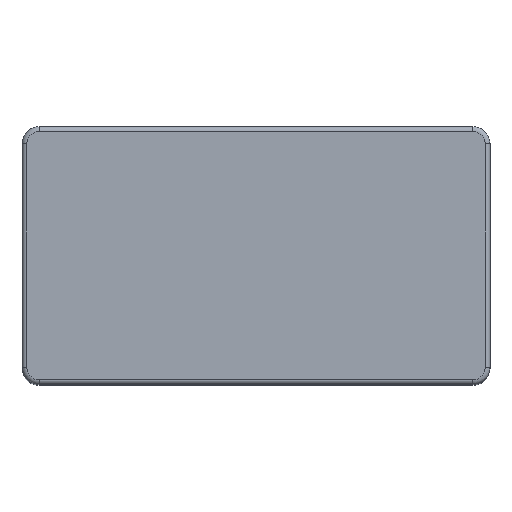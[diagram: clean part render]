
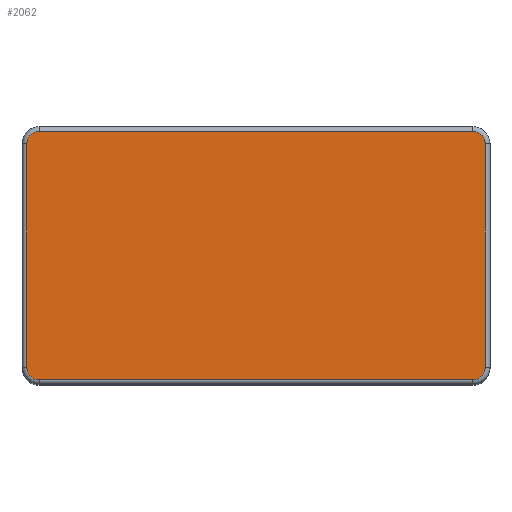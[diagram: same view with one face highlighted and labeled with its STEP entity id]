
A CAD part, top view. The second image highlights one B-rep face of the part: STEP entity #2062.
In plain terms, the highlighted planar face has unit normal (0, 0, 1).
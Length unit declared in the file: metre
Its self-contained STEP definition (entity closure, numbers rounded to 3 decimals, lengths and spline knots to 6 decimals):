
#221=LINE('',#3409,#417);
#222=LINE('',#3414,#418);
#223=LINE('',#3418,#419);
#224=LINE('',#3422,#420);
#417=VECTOR('',#2791,1.);
#418=VECTOR('',#2794,1.);
#419=VECTOR('',#2797,1.);
#420=VECTOR('',#2800,1.);
#859=ORIENTED_EDGE('',*,*,#1246,.T.);
#860=ORIENTED_EDGE('',*,*,#1247,.T.);
#861=ORIENTED_EDGE('',*,*,#1248,.T.);
#862=ORIENTED_EDGE('',*,*,#1249,.T.);
#863=ORIENTED_EDGE('',*,*,#1250,.T.);
#864=ORIENTED_EDGE('',*,*,#1251,.T.);
#865=ORIENTED_EDGE('',*,*,#1252,.T.);
#866=ORIENTED_EDGE('',*,*,#1253,.T.);
#1246=EDGE_CURVE('',#1473,#1474,#221,.F.);
#1247=EDGE_CURVE('',#1474,#1475,#1580,.T.);
#1248=EDGE_CURVE('',#1475,#1476,#222,.T.);
#1249=EDGE_CURVE('',#1476,#1477,#1581,.T.);
#1250=EDGE_CURVE('',#1477,#1478,#223,.T.);
#1251=EDGE_CURVE('',#1478,#1479,#1582,.T.);
#1252=EDGE_CURVE('',#1479,#1480,#224,.F.);
#1253=EDGE_CURVE('',#1480,#1473,#1583,.T.);
#1473=VERTEX_POINT('',#3410);
#1474=VERTEX_POINT('',#3411);
#1475=VERTEX_POINT('',#3413);
#1476=VERTEX_POINT('',#3415);
#1477=VERTEX_POINT('',#3417);
#1478=VERTEX_POINT('',#3419);
#1479=VERTEX_POINT('',#3421);
#1480=VERTEX_POINT('',#3423);
#1580=CIRCLE('',#2288,0.0036);
#1581=CIRCLE('',#2289,0.0036);
#1582=CIRCLE('',#2290,0.0036);
#1583=CIRCLE('',#2291,0.0036);
#1727=EDGE_LOOP('',(#859,#860,#861,#862,#863,#864,#865,#866));
#1881=FACE_BOUND('',#1727,.T.);
#1967=PLANE('',#2287);
#2062=ADVANCED_FACE('',(#1881),#1967,.T.);
#2287=AXIS2_PLACEMENT_3D('',#3408,#2789,#2790);
#2288=AXIS2_PLACEMENT_3D('',#3412,#2792,#2793);
#2289=AXIS2_PLACEMENT_3D('',#3416,#2795,#2796);
#2290=AXIS2_PLACEMENT_3D('',#3420,#2798,#2799);
#2291=AXIS2_PLACEMENT_3D('',#3424,#2801,#2802);
#2789=DIRECTION('',(0.,0.,1.));
#2790=DIRECTION('',(1.,0.,0.));
#2791=DIRECTION('',(0.,-1.,0.));
#2792=DIRECTION('',(0.,0.,1.));
#2793=DIRECTION('',(1.,0.,0.));
#2794=DIRECTION('',(-1.,0.,0.));
#2795=DIRECTION('',(0.,0.,1.));
#2796=DIRECTION('',(1.,0.,0.));
#2797=DIRECTION('',(0.,-1.,0.));
#2798=DIRECTION('',(0.,0.,1.));
#2799=DIRECTION('',(1.,0.,0.));
#2800=DIRECTION('',(-1.,0.,0.));
#2801=DIRECTION('',(0.,0.,1.));
#2802=DIRECTION('',(1.,0.,0.));
#3408=CARTESIAN_POINT('',(0.,0.,0.141));
#3409=CARTESIAN_POINT('',(0.0666,0.,0.141));
#3410=CARTESIAN_POINT('',(0.0666,-0.0325,0.141));
#3411=CARTESIAN_POINT('',(0.0666,0.0325,0.141));
#3412=CARTESIAN_POINT('',(0.063,0.0325,0.141));
#3413=CARTESIAN_POINT('',(0.063,0.0361,0.141));
#3414=CARTESIAN_POINT('',(-0.063,0.0361,0.141));
#3415=CARTESIAN_POINT('',(-0.063,0.0361,0.141));
#3416=CARTESIAN_POINT('',(-0.063,0.0325,0.141));
#3417=CARTESIAN_POINT('',(-0.0666,0.0325,0.141));
#3418=CARTESIAN_POINT('',(-0.0666,-0.0325,0.141));
#3419=CARTESIAN_POINT('',(-0.0666,-0.0325,0.141));
#3420=CARTESIAN_POINT('',(-0.063,-0.0325,0.141));
#3421=CARTESIAN_POINT('',(-0.063,-0.0361,0.141));
#3422=CARTESIAN_POINT('',(0.,-0.0361,0.141));
#3423=CARTESIAN_POINT('',(0.063,-0.0361,0.141));
#3424=CARTESIAN_POINT('',(0.063,-0.0325,0.141));
